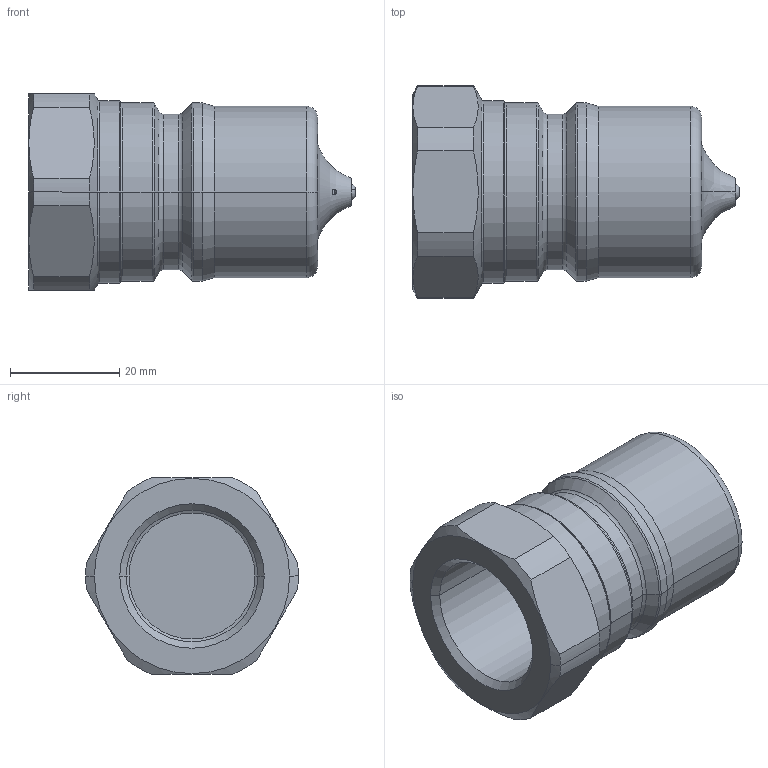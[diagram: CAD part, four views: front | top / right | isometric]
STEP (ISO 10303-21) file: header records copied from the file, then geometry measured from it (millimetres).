
FILE_DESCRIPTION (( 'STEP AP214' ), '1' );
FILE_NAME ('IB7521.STEP', '2015-09-02T07:37:42', ( 'admin' ), ( 'Microsoft' ), 'SwSTEP 2.0', 'SolidWorks 2009', '' );
FILE_SCHEMA (( 'AUTOMOTIVE_DESIGN' ));
Length unit declared in the file: millimetre
Products named in the file (1): IB7521
Bounding box: 59.95 x 39 x 36 mm (x, y, z)
Volume: 35897 mm3; surface area: 9338.5 mm2
Topology: 1 solids, 1 shells, 92 faces, 197 edges, 114 vertices
Faces by surface type: cylinder 33, cone 26, torus 20, plane 13
Entity records: 2670 total; most frequent: CARTESIAN_POINT 612, DIRECTION 477, ORIENTED_EDGE 394, AXIS2_PLACEMENT_3D 207, EDGE_CURVE 197, VERTEX_POINT 114, CIRCLE 114, EDGE_LOOP 99
